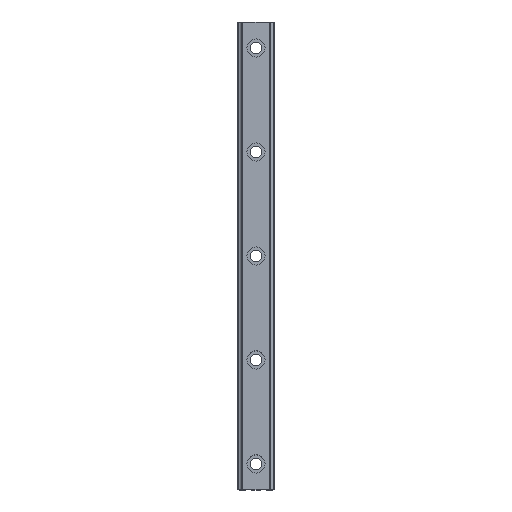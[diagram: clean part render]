
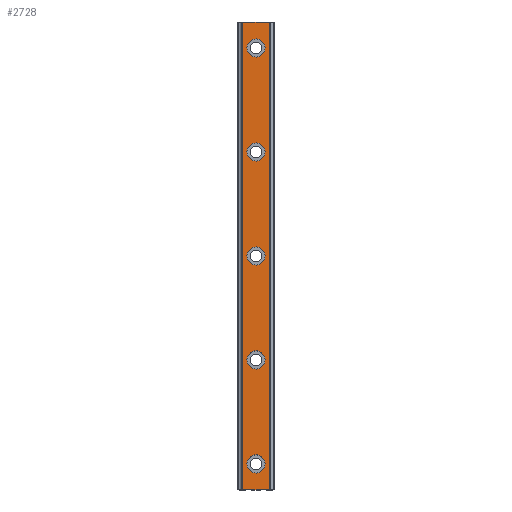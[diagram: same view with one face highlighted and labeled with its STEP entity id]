
A CAD part, top view. The second image highlights one B-rep face of the part: STEP entity #2728.
In plain terms, the highlighted planar face has unit normal (0, 0, 1).
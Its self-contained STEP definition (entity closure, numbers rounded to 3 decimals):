
#62 = ORIENTED_EDGE ( 'NONE', *, *, #1153, .T. ) ;
#63 = CARTESIAN_POINT ( 'NONE',  ( 0., 0., 26. ) ) ;
#65 = VERTEX_POINT ( 'NONE', #1528 ) ;
#87 = FACE_BOUND ( 'NONE', #166, .T. ) ;
#89 = ORIENTED_EDGE ( 'NONE', *, *, #1022, .T. ) ;
#91 = CARTESIAN_POINT ( 'NONE',  ( -7., -80., 26. ) ) ;
#140 = EDGE_LOOP ( 'NONE', ( #549, #620 ) ) ;
#166 = EDGE_LOOP ( 'NONE', ( #1425, #2409 ) ) ;
#167 = AXIS2_PLACEMENT_3D ( 'NONE', #1587, #2453, #2001 ) ;
#170 = AXIS2_PLACEMENT_3D ( 'NONE', #2119, #2541, #185 ) ;
#185 = DIRECTION ( 'NONE',  ( 1., 0., 0. ) ) ;
#225 = CARTESIAN_POINT ( 'NONE',  ( 10.2, -180., 26. ) ) ;
#233 = EDGE_CURVE ( 'NONE', #937, #1099, #1750, .T. ) ;
#236 = CARTESIAN_POINT ( 'NONE',  ( -10.2, -180., 26. ) ) ;
#240 = DIRECTION ( 'NONE',  ( 1., 0., 0. ) ) ;
#245 = DIRECTION ( 'NONE',  ( 0., 0., -1. ) ) ;
#246 = CARTESIAN_POINT ( 'NONE',  ( 0., 80., 26. ) ) ;
#294 = AXIS2_PLACEMENT_3D ( 'NONE', #63, #489, #1694 ) ;
#295 = CARTESIAN_POINT ( 'NONE',  ( -10.2, 180., 26. ) ) ;
#346 = CIRCLE ( 'NONE', #1888, 7. ) ;
#347 = AXIS2_PLACEMENT_3D ( 'NONE', #2223, #932, #1794 ) ;
#357 = VERTEX_POINT ( 'NONE', #986 ) ;
#402 = EDGE_LOOP ( 'NONE', ( #89, #62 ) ) ;
#412 = ORIENTED_EDGE ( 'NONE', *, *, #565, .T. ) ;
#442 = CARTESIAN_POINT ( 'NONE',  ( 0., 80., 26. ) ) ;
#446 = CARTESIAN_POINT ( 'NONE',  ( -7., 0., 26. ) ) ;
#451 = DIRECTION ( 'NONE',  ( 0., 1., 0. ) ) ;
#459 = FACE_OUTER_BOUND ( 'NONE', #1649, .T. ) ;
#480 = ORIENTED_EDGE ( 'NONE', *, *, #233, .T. ) ;
#489 = DIRECTION ( 'NONE',  ( 0., 0., -1. ) ) ;
#549 = ORIENTED_EDGE ( 'NONE', *, *, #2566, .T. ) ;
#565 = EDGE_CURVE ( 'NONE', #1099, #937, #1002, .T. ) ;
#612 = EDGE_CURVE ( 'NONE', #2625, #2238, #2178, .T. ) ;
#620 = ORIENTED_EDGE ( 'NONE', *, *, #1417, .T. ) ;
#639 = CARTESIAN_POINT ( 'NONE',  ( 0., -160., 26. ) ) ;
#658 = CARTESIAN_POINT ( 'NONE',  ( 7., 0., 26. ) ) ;
#683 = DIRECTION ( 'NONE',  ( 0., 0., 1. ) ) ;
#691 = EDGE_LOOP ( 'NONE', ( #412, #480 ) ) ;
#700 = FACE_BOUND ( 'NONE', #140, .T. ) ;
#726 = CIRCLE ( 'NONE', #167, 7. ) ;
#746 = ORIENTED_EDGE ( 'NONE', *, *, #956, .F. ) ;
#826 = CIRCLE ( 'NONE', #2630, 7. ) ;
#874 = CARTESIAN_POINT ( 'NONE',  ( 10.2, -180., 26. ) ) ;
#888 = ORIENTED_EDGE ( 'NONE', *, *, #2002, .F. ) ;
#891 = DIRECTION ( 'NONE',  ( 0., 0., -1. ) ) ;
#916 = CIRCLE ( 'NONE', #170, 7. ) ;
#932 = DIRECTION ( 'NONE',  ( 0., 0., -1. ) ) ;
#934 = CARTESIAN_POINT ( 'NONE',  ( 0., 160., 26. ) ) ;
#937 = VERTEX_POINT ( 'NONE', #446 ) ;
#956 = EDGE_CURVE ( 'NONE', #1255, #1858, #1287, .T. ) ;
#986 = CARTESIAN_POINT ( 'NONE',  ( -7., 80., 26. ) ) ;
#988 = CARTESIAN_POINT ( 'NONE',  ( -7., 160., 26. ) ) ;
#1002 = CIRCLE ( 'NONE', #294, 7. ) ;
#1012 = VERTEX_POINT ( 'NONE', #1699 ) ;
#1022 = EDGE_CURVE ( 'NONE', #65, #2369, #826, .T. ) ;
#1053 = CIRCLE ( 'NONE', #1360, 7. ) ;
#1063 = EDGE_CURVE ( 'NONE', #1725, #357, #1313, .T. ) ;
#1076 = DIRECTION ( 'NONE',  ( 1., 0., 0. ) ) ;
#1098 = CARTESIAN_POINT ( 'NONE',  ( -10.2, -180., 26. ) ) ;
#1099 = VERTEX_POINT ( 'NONE', #658 ) ;
#1105 = DIRECTION ( 'NONE',  ( 1., 0., 0. ) ) ;
#1153 = EDGE_CURVE ( 'NONE', #2369, #65, #726, .T. ) ;
#1222 = EDGE_CURVE ( 'NONE', #1774, #1309, #346, .T. ) ;
#1233 = CIRCLE ( 'NONE', #347, 7. ) ;
#1255 = VERTEX_POINT ( 'NONE', #1615 ) ;
#1256 = CARTESIAN_POINT ( 'NONE',  ( 10.2, 180., 26. ) ) ;
#1287 = LINE ( 'NONE', #236, #2718 ) ;
#1299 = ORIENTED_EDGE ( 'NONE', *, *, #612, .T. ) ;
#1309 = VERTEX_POINT ( 'NONE', #2484 ) ;
#1313 = CIRCLE ( 'NONE', #1801, 7. ) ;
#1345 = AXIS2_PLACEMENT_3D ( 'NONE', #1731, #683, #1552 ) ;
#1360 = AXIS2_PLACEMENT_3D ( 'NONE', #639, #891, #1949 ) ;
#1378 = CARTESIAN_POINT ( 'NONE',  ( -7., -160., 26. ) ) ;
#1393 = EDGE_CURVE ( 'NONE', #357, #1725, #2157, .T. ) ;
#1417 = EDGE_CURVE ( 'NONE', #1633, #1012, #1053, .T. ) ;
#1425 = ORIENTED_EDGE ( 'NONE', *, *, #1567, .T. ) ;
#1495 = DIRECTION ( 'NONE',  ( 0., 0., -1. ) ) ;
#1522 = FACE_BOUND ( 'NONE', #2611, .T. ) ;
#1527 = ORIENTED_EDGE ( 'NONE', *, *, #1393, .T. ) ;
#1528 = CARTESIAN_POINT ( 'NONE',  ( 7., -80., 26. ) ) ;
#1541 = DIRECTION ( 'NONE',  ( 1., 0., 0. ) ) ;
#1552 = DIRECTION ( 'NONE',  ( 1., 0., 0. ) ) ;
#1567 = EDGE_CURVE ( 'NONE', #1309, #1774, #1233, .T. ) ;
#1582 = CARTESIAN_POINT ( 'NONE',  ( 0., 0., 26. ) ) ;
#1587 = CARTESIAN_POINT ( 'NONE',  ( 0., -80., 26. ) ) ;
#1615 = CARTESIAN_POINT ( 'NONE',  ( -10.2, -180., 26. ) ) ;
#1633 = VERTEX_POINT ( 'NONE', #1378 ) ;
#1649 = EDGE_LOOP ( 'NONE', ( #888, #746, #2515, #1299 ) ) ;
#1672 = VECTOR ( 'NONE', #1541, 1000. ) ;
#1694 = DIRECTION ( 'NONE',  ( 1., 0., 0. ) ) ;
#1699 = CARTESIAN_POINT ( 'NONE',  ( 7., -160., 26. ) ) ;
#1725 = VERTEX_POINT ( 'NONE', #2251 ) ;
#1731 = CARTESIAN_POINT ( 'NONE',  ( -10.2, -180., 26. ) ) ;
#1743 = LINE ( 'NONE', #295, #1672 ) ;
#1750 = CIRCLE ( 'NONE', #1795, 7. ) ;
#1767 = DIRECTION ( 'NONE',  ( 0., 0., -1. ) ) ;
#1774 = VERTEX_POINT ( 'NONE', #988 ) ;
#1782 = DIRECTION ( 'NONE',  ( 1., 0., 0. ) ) ;
#1794 = DIRECTION ( 'NONE',  ( 1., 0., 0. ) ) ;
#1795 = AXIS2_PLACEMENT_3D ( 'NONE', #1582, #1767, #2232 ) ;
#1801 = AXIS2_PLACEMENT_3D ( 'NONE', #246, #1495, #1076 ) ;
#1858 = VERTEX_POINT ( 'NONE', #1929 ) ;
#1888 = AXIS2_PLACEMENT_3D ( 'NONE', #934, #2201, #1782 ) ;
#1907 = EDGE_CURVE ( 'NONE', #1255, #2625, #2545, .T. ) ;
#1908 = CARTESIAN_POINT ( 'NONE',  ( 0., -80., 26. ) ) ;
#1925 = FACE_BOUND ( 'NONE', #402, .T. ) ;
#1929 = CARTESIAN_POINT ( 'NONE',  ( -10.2, 180., 26. ) ) ;
#1940 = PLANE ( 'NONE',  #1345 ) ;
#1949 = DIRECTION ( 'NONE',  ( 1., 0., 0. ) ) ;
#1951 = DIRECTION ( 'NONE',  ( 0., 0., -1. ) ) ;
#2001 = DIRECTION ( 'NONE',  ( 1., 0., 0. ) ) ;
#2002 = EDGE_CURVE ( 'NONE', #1858, #2238, #1743, .T. ) ;
#2104 = DIRECTION ( 'NONE',  ( 0., 1., 0. ) ) ;
#2119 = CARTESIAN_POINT ( 'NONE',  ( 0., -160., 26. ) ) ;
#2157 = CIRCLE ( 'NONE', #2503, 7. ) ;
#2178 = LINE ( 'NONE', #874, #2674 ) ;
#2201 = DIRECTION ( 'NONE',  ( 0., 0., -1. ) ) ;
#2223 = CARTESIAN_POINT ( 'NONE',  ( 0., 160., 26. ) ) ;
#2232 = DIRECTION ( 'NONE',  ( 1., 0., 0. ) ) ;
#2238 = VERTEX_POINT ( 'NONE', #1256 ) ;
#2251 = CARTESIAN_POINT ( 'NONE',  ( 7., 80., 26. ) ) ;
#2369 = VERTEX_POINT ( 'NONE', #91 ) ;
#2372 = VECTOR ( 'NONE', #240, 1000. ) ;
#2409 = ORIENTED_EDGE ( 'NONE', *, *, #1222, .T. ) ;
#2453 = DIRECTION ( 'NONE',  ( 0., 0., -1. ) ) ;
#2484 = CARTESIAN_POINT ( 'NONE',  ( 7., 160., 26. ) ) ;
#2503 = AXIS2_PLACEMENT_3D ( 'NONE', #442, #245, #1105 ) ;
#2515 = ORIENTED_EDGE ( 'NONE', *, *, #1907, .T. ) ;
#2541 = DIRECTION ( 'NONE',  ( 0., 0., -1. ) ) ;
#2545 = LINE ( 'NONE', #1098, #2372 ) ;
#2553 = DIRECTION ( 'NONE',  ( 1., 0., 0. ) ) ;
#2566 = EDGE_CURVE ( 'NONE', #1012, #1633, #916, .T. ) ;
#2610 = FACE_BOUND ( 'NONE', #691, .T. ) ;
#2611 = EDGE_LOOP ( 'NONE', ( #2683, #1527 ) ) ;
#2625 = VERTEX_POINT ( 'NONE', #225 ) ;
#2630 = AXIS2_PLACEMENT_3D ( 'NONE', #1908, #1951, #2553 ) ;
#2674 = VECTOR ( 'NONE', #451, 1000. ) ;
#2683 = ORIENTED_EDGE ( 'NONE', *, *, #1063, .T. ) ;
#2718 = VECTOR ( 'NONE', #2104, 1000. ) ;
#2728 = ADVANCED_FACE ( 'NONE', ( #459, #700, #1925, #2610, #1522, #87 ), #1940, .T. ) ;
